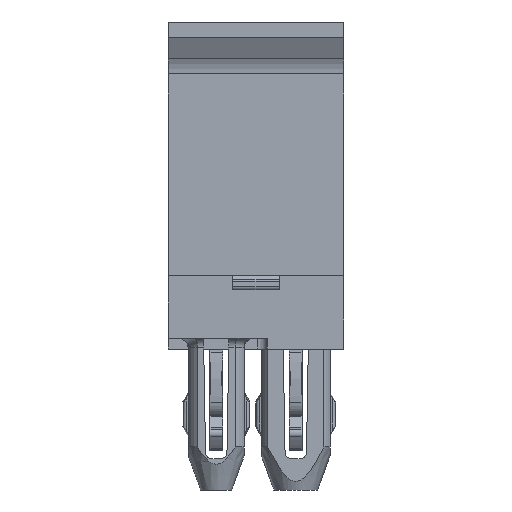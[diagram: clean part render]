
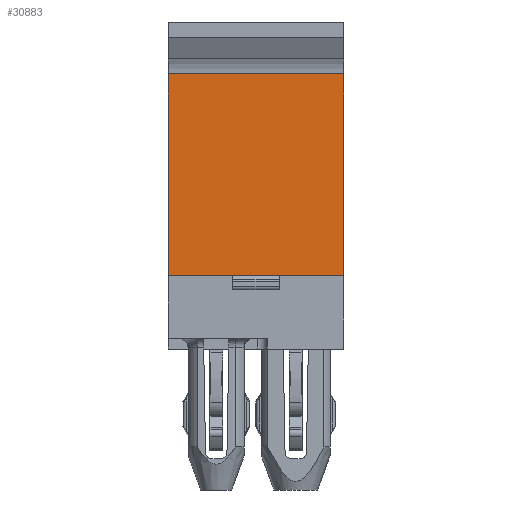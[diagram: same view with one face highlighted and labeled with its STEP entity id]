
A CAD part, left-side view. The second image highlights one B-rep face of the part: STEP entity #30883.
In plain terms, the highlighted planar face has unit normal (-1, 0, 0).
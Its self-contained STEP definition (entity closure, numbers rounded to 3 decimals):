
#1457=PLANE('',#35633);
#9922=ORIENTED_EDGE('',*,*,#15146,.F.);
#9923=ORIENTED_EDGE('',*,*,#15156,.T.);
#9924=ORIENTED_EDGE('',*,*,#15154,.T.);
#9925=ORIENTED_EDGE('',*,*,#15157,.F.);
#15146=EDGE_CURVE('',#18333,#18334,#21672,.T.);
#15154=EDGE_CURVE('',#18338,#18337,#21676,.T.);
#15156=EDGE_CURVE('',#18333,#18338,#21678,.T.);
#15157=EDGE_CURVE('',#18334,#18337,#21679,.T.);
#18333=VERTEX_POINT('',#53162);
#18334=VERTEX_POINT('',#53163);
#18337=VERTEX_POINT('',#53175);
#18338=VERTEX_POINT('',#53177);
#21672=LINE('',#53161,#25213);
#21676=LINE('',#53176,#25217);
#21678=LINE('',#53180,#25219);
#21679=LINE('',#53181,#25220);
#25213=VECTOR('',#43134,1000.);
#25217=VECTOR('',#43150,1000.);
#25219=VECTOR('',#43154,1000.);
#25220=VECTOR('',#43155,1000.);
#27224=EDGE_LOOP('',(#9922,#9923,#9924,#9925));
#28899=FACE_BOUND('',#27224,.T.);
#30883=ADVANCED_FACE('',(#28899),#1457,.F.);
#35633=AXIS2_PLACEMENT_3D('',#53179,#43152,#43153);
#43134=DIRECTION('',(0.,-1.,0.));
#43150=DIRECTION('',(0.,-1.,0.));
#43152=DIRECTION('',(1.,0.,0.));
#43153=DIRECTION('',(0.,0.,-1.));
#43154=DIRECTION('',(0.,0.,-1.));
#43155=DIRECTION('',(0.,0.,-1.));
#53161=CARTESIAN_POINT('',(-8.82,0.,0.741));
#53162=CARTESIAN_POINT('',(-8.82,2.8,0.741));
#53163=CARTESIAN_POINT('',(-8.82,-2.8,0.741));
#53175=CARTESIAN_POINT('',(-8.82,-2.8,-5.7));
#53176=CARTESIAN_POINT('',(-8.82,2.8,-5.7));
#53177=CARTESIAN_POINT('',(-8.82,2.8,-5.7));
#53179=CARTESIAN_POINT('',(-8.82,2.8,1.));
#53180=CARTESIAN_POINT('',(-8.82,2.8,0.));
#53181=CARTESIAN_POINT('',(-8.82,-2.8,0.));
